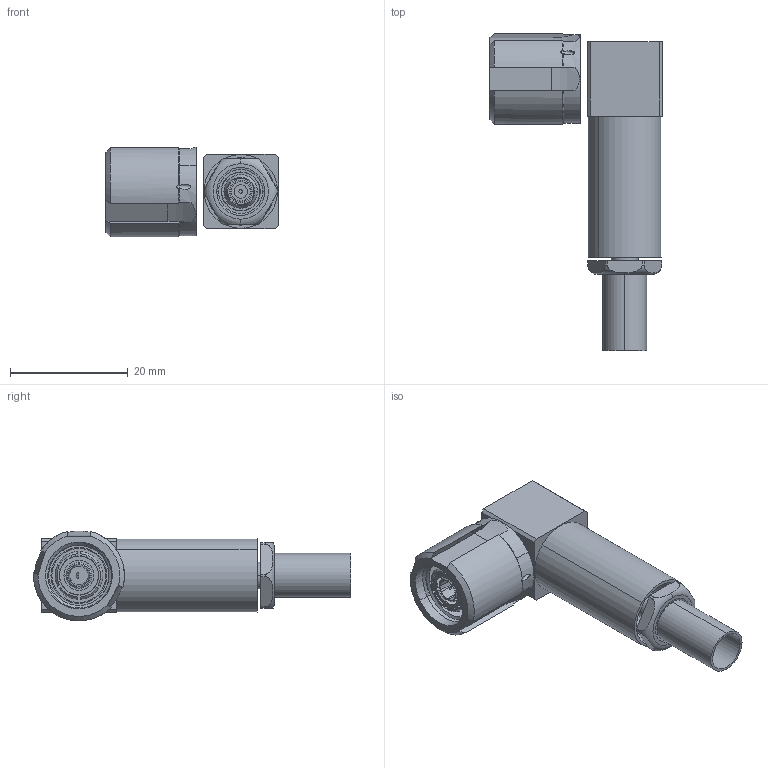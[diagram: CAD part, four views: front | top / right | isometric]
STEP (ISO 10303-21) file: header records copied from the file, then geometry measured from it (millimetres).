
FILE_DESCRIPTION((''),'2;1');
FILE_NAME('82-5772-1','2014-01-16T',('Mohan'),(''),'PRO/ENGINEER BY PARAMETRIC TECHNOLOGY CORPORATION, 2010100','PRO/ENGINEER BY PARAMETRIC TECHNOLOGY CORPORATION, 2010100','');
FILE_SCHEMA(('CONFIG_CONTROL_DESIGN'));
Length unit declared in the file: millimetre
Products named in the file (1): 82-5772-1
Bounding box: 29.29 x 53.96 x 15.28 mm (x, y, z)
Surface area: 3998.1 mm2 (no closed solid volume)
Topology: 0 solids, 22 shells, 115 faces, 394 edges, 291 vertices
Faces by surface type: cylinder 42, plane 41, cone 21, torus 10, bspline 1
Entity records: 5159 total; most frequent: CARTESIAN_POINT 1803, DIRECTION 713, ORIENTED_EDGE 595, EDGE_CURVE 394, AXIS2_PLACEMENT_3D 294, VERTEX_POINT 291, CIRCLE 180, EDGE_LOOP 130
